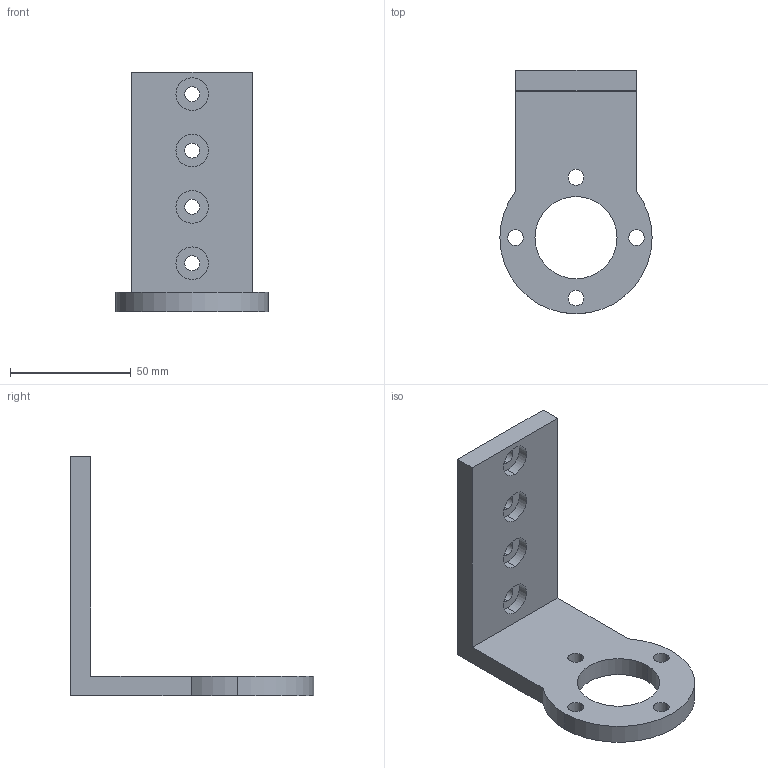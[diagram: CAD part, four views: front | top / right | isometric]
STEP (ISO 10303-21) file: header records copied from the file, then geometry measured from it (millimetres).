
FILE_DESCRIPTION (( 'STEP AP214' ), '1' );
FILE_NAME ('扜砉芛嘐隅標撿.STEP', '2021-09-12T10:46:51', ( '' ), ( '' ), 'SwSTEP 2.0', 'SolidWorks 2020', '' );
FILE_SCHEMA (( 'AUTOMOTIVE_DESIGN' ));
Length unit declared in the file: millimetre
Products named in the file (1): 扜砉芛嘐隅標撿
Bounding box: 63 x 100.66 x 99 mm (x, y, z)
Volume: 68873.9 mm3; surface area: 23583.5 mm2
Topology: 1 solids, 1 shells, 40 faces, 102 edges, 68 vertices
Faces by surface type: cylinder 29, plane 11
Entity records: 1314 total; most frequent: DIRECTION 242, CARTESIAN_POINT 211, ORIENTED_EDGE 204, EDGE_CURVE 102, AXIS2_PLACEMENT_3D 99, VERTEX_POINT 68, EDGE_LOOP 62, CIRCLE 58
